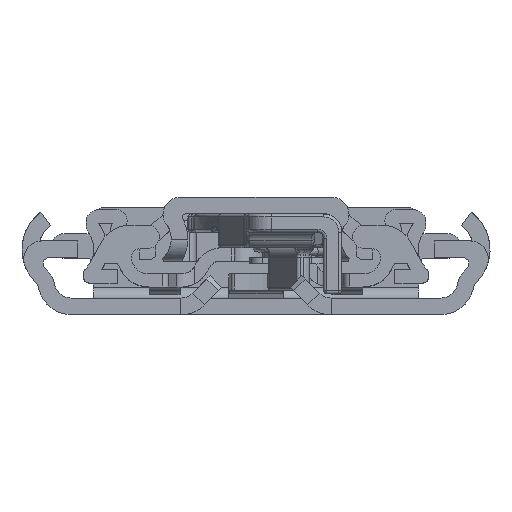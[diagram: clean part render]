
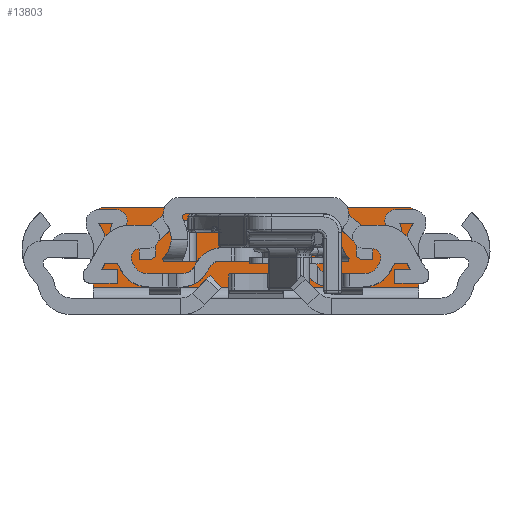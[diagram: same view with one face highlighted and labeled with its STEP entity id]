
A CAD part, front view. The second image highlights one B-rep face of the part: STEP entity #13803.
In plain terms, the highlighted planar face has unit normal (0, -1, 0).
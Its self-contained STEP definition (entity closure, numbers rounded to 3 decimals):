
#902=FACE_OUTER_BOUND('',#1723,.T.);
#1723=EDGE_LOOP('',(#9413,#9414,#9415,#9416,#9417,#9418));
#2641=LINE('',#21108,#3767);
#2644=LINE('',#21116,#3770);
#2645=LINE('',#21120,#3771);
#2646=LINE('',#21121,#3772);
#3767=VECTOR('',#16712,10.);
#3770=VECTOR('',#16721,10.);
#3771=VECTOR('',#16724,10.);
#3772=VECTOR('',#16725,10.);
#4860=CIRCLE('',#14855,2.);
#4863=CIRCLE('',#14860,2.);
#5744=VERTEX_POINT('',#21101);
#5745=VERTEX_POINT('',#21103);
#5746=VERTEX_POINT('',#21107);
#5748=VERTEX_POINT('',#21115);
#5749=VERTEX_POINT('',#21117);
#5750=VERTEX_POINT('',#21119);
#7151=EDGE_CURVE('',#5744,#5745,#4860,.T.);
#7153=EDGE_CURVE('',#5746,#5745,#2641,.T.);
#7158=EDGE_CURVE('',#5748,#5744,#2644,.T.);
#7159=EDGE_CURVE('',#5749,#5748,#4863,.T.);
#7160=EDGE_CURVE('',#5749,#5750,#2645,.T.);
#7161=EDGE_CURVE('',#5750,#5746,#2646,.T.);
#9413=ORIENTED_EDGE('',*,*,#7151,.F.);
#9414=ORIENTED_EDGE('',*,*,#7158,.F.);
#9415=ORIENTED_EDGE('',*,*,#7159,.F.);
#9416=ORIENTED_EDGE('',*,*,#7160,.T.);
#9417=ORIENTED_EDGE('',*,*,#7161,.T.);
#9418=ORIENTED_EDGE('',*,*,#7153,.T.);
#13465=PLANE('',#14859);
#13803=ADVANCED_FACE('',(#902),#13465,.T.);
#14855=AXIS2_PLACEMENT_3D('',#21104,#16707,#16708);
#14859=AXIS2_PLACEMENT_3D('',#21114,#16719,#16720);
#14860=AXIS2_PLACEMENT_3D('',#21118,#16722,#16723);
#16707=DIRECTION('center_axis',(0.,1.,0.));
#16708=DIRECTION('ref_axis',(0.707,0.,0.707));
#16712=DIRECTION('',(0.,0.,1.));
#16719=DIRECTION('center_axis',(0.,-1.,0.));
#16720=DIRECTION('ref_axis',(0.,0.,-1.));
#16721=DIRECTION('',(1.,0.,0.));
#16722=DIRECTION('center_axis',(0.,1.,0.));
#16723=DIRECTION('ref_axis',(-0.707,0.,0.707));
#16724=DIRECTION('',(0.,0.,-1.));
#16725=DIRECTION('',(1.,0.,0.));
#21101=CARTESIAN_POINT('',(24.5,447.3,17.5));
#21103=CARTESIAN_POINT('',(26.5,447.3,15.5));
#21104=CARTESIAN_POINT('Origin',(24.5,447.3,15.5));
#21107=CARTESIAN_POINT('',(26.5,447.3,4.5));
#21108=CARTESIAN_POINT('',(26.5,447.3,17.5));
#21114=CARTESIAN_POINT('Origin',(0.,447.3,4.5));
#21115=CARTESIAN_POINT('',(-24.5,447.3,17.5));
#21116=CARTESIAN_POINT('',(0.,447.3,17.5));
#21117=CARTESIAN_POINT('',(-26.5,447.3,15.5));
#21118=CARTESIAN_POINT('Origin',(-24.5,447.3,15.5));
#21119=CARTESIAN_POINT('',(-26.5,447.3,4.5));
#21120=CARTESIAN_POINT('',(-26.5,447.3,17.5));
#21121=CARTESIAN_POINT('',(0.,447.3,4.5));
